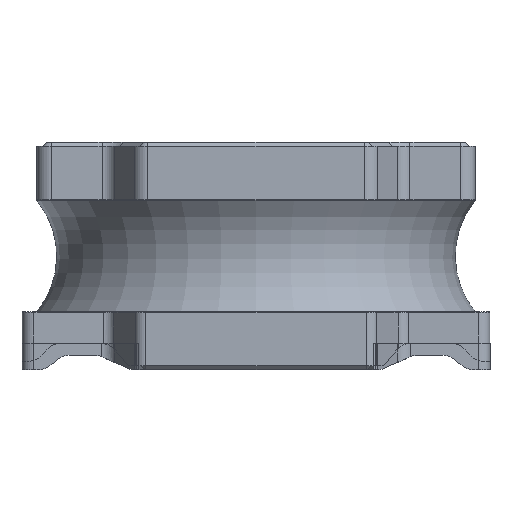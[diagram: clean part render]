
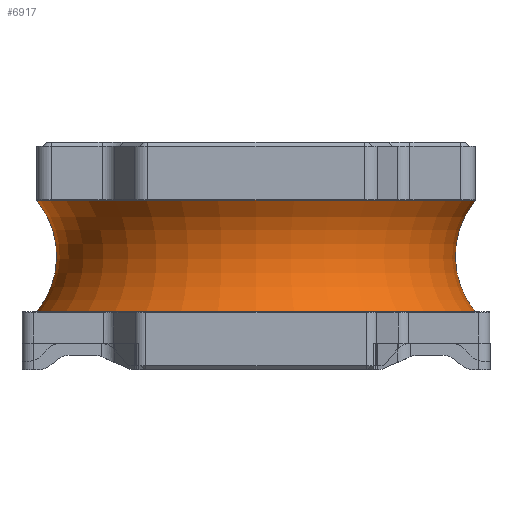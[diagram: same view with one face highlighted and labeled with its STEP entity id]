
A CAD part, left-side view. The second image highlights one B-rep face of the part: STEP entity #6917.
In plain terms, the highlighted toroidal (fillet/blend) face has major radius 4.911 mm and minor radius 1.5 mm.
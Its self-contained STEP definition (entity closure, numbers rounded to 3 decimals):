
#81=TOROIDAL_SURFACE('',#7521,4.911,1.5);
#537=CIRCLE('',#7518,3.75);
#538=CIRCLE('',#7520,3.75);
#2166=ORIENTED_EDGE('',*,*,#2959,.F.);
#2167=ORIENTED_EDGE('',*,*,#2958,.T.);
#2958=EDGE_CURVE('',#3479,#3479,#537,.T.);
#2959=EDGE_CURVE('',#3480,#3480,#538,.T.);
#3479=VERTEX_POINT('',#12645);
#3480=VERTEX_POINT('',#12648);
#4678=EDGE_LOOP('',(#2166));
#4679=EDGE_LOOP('',(#2167));
#5037=FACE_BOUND('',#4678,.T.);
#5038=FACE_BOUND('',#4679,.T.);
#6917=ADVANCED_FACE('',(#5037,#5038),#81,.F.);
#7518=AXIS2_PLACEMENT_3D('',#12644,#9103,#9104);
#7520=AXIS2_PLACEMENT_3D('',#12647,#9107,#9108);
#7521=AXIS2_PLACEMENT_3D('',#12649,#9109,#9110);
#9103=DIRECTION('',(0.,0.,-1.));
#9104=DIRECTION('',(1.,0.,0.));
#9107=DIRECTION('',(0.,0.,-1.));
#9108=DIRECTION('',(1.,0.,0.));
#9109=DIRECTION('',(0.,0.,-1.));
#9110=DIRECTION('',(-1.,0.,0.));
#12644=CARTESIAN_POINT('',(0.,0.,0.95));
#12645=CARTESIAN_POINT('',(3.75,0.,0.95));
#12647=CARTESIAN_POINT('',(0.,0.,-0.95));
#12648=CARTESIAN_POINT('',(3.75,0.,-0.95));
#12649=CARTESIAN_POINT('',(0.,0.,0.));
